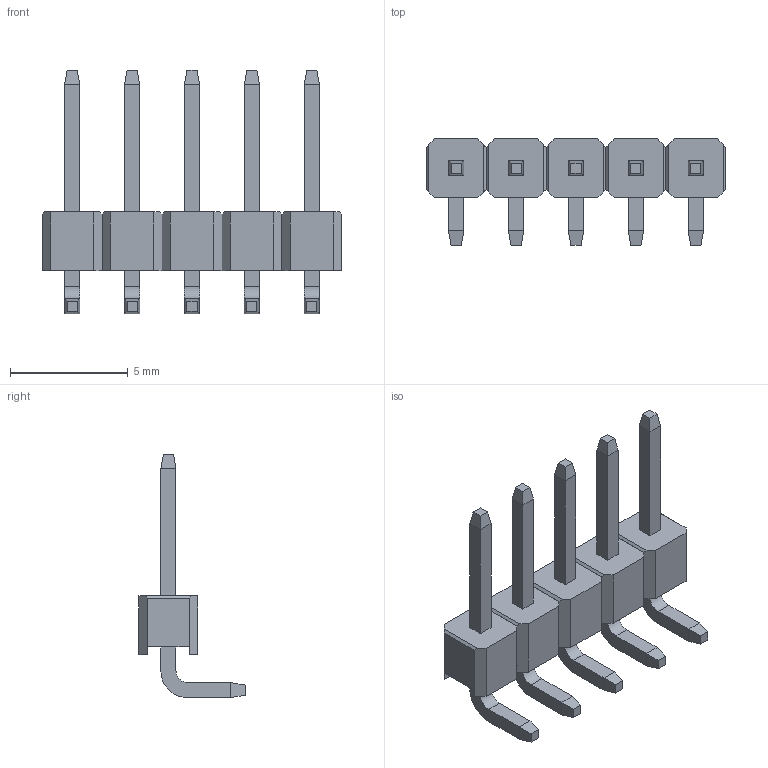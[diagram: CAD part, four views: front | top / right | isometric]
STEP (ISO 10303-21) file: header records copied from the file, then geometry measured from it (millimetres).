
FILE_DESCRIPTION (( 'STEP AP214' ), '1' );
FILE_NAME ('CircuitWorks-HEADER 2_54 HORIZONTAL 5X.STEP', '2018-12-17T07:34:09', ( '' ), ( '' ), 'SwSTEP 2.0', 'SolidWorks 2018', '' );
FILE_SCHEMA (( 'AUTOMOTIVE_DESIGN' ));
Length unit declared in the file: millimetre
Products named in the file (1): CircuitWorks-HEADER 2_54 HORIZONTAL 5X
Bounding box: 12.7 x 4.5 x 10.32 mm (x, y, z)
Volume: 90.1 mm3; surface area: 281 mm2
Topology: 1 solids, 1 shells, 162 faces, 402 edges, 252 vertices
Faces by surface type: plane 152, cylinder 10
Entity records: 5268 total; most frequent: CARTESIAN_POINT 817, ORIENTED_EDGE 804, DIRECTION 748, EDGE_CURVE 402, LINE 382, VECTOR 382, VERTEX_POINT 252, AXIS2_PLACEMENT_3D 183
